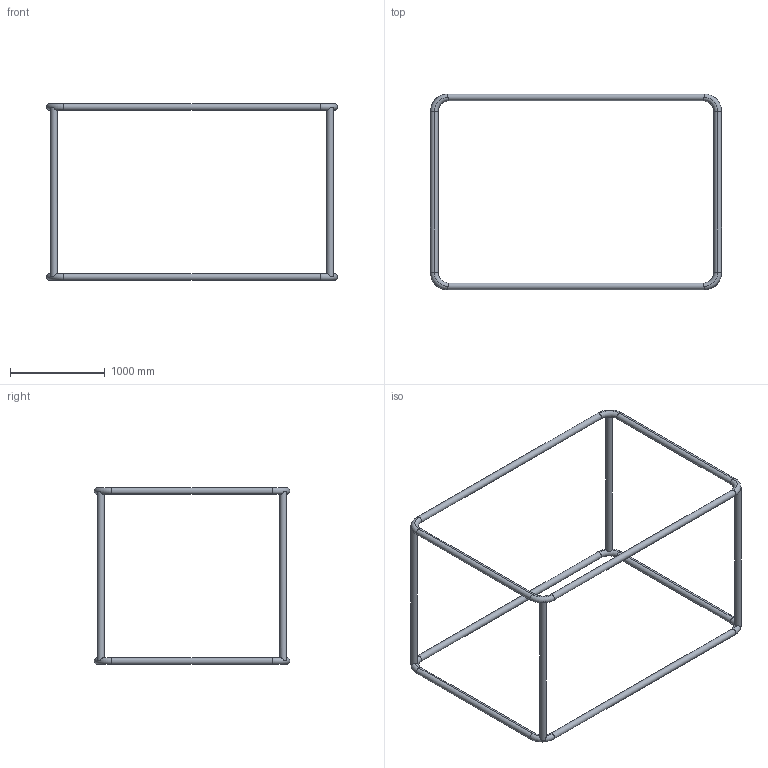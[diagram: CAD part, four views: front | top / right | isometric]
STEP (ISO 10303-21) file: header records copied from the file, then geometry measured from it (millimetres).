
FILE_DESCRIPTION(/* description */ (''),/* implementation_level */ '2;1');
FILE_NAME(/* name */ 'RectangularFrame.stp',/* time_stamp */ '2024-08-26T14:57:23+02:00',/* author */ ('1863498'),/* organization */ (''),/* preprocessor_version */ 'ST-DEVELOPER v18.1',/* originating_system */ 'Autodesk Inventor 2020',/* authorisation */ '');
FILE_SCHEMA (('AUTOMOTIVE_DESIGN { 1 0 10303 214 3 1 1 }'));
Length unit declared in the file: metre
Products named in the file (1): RectangularFrame
Bounding box: 3080.11 x 2069.35 x 1870 mm (x, y, z)
Volume: 107644812.5 mm3; surface area: 5959010.9 mm2
Topology: 1 solids, 1 shells, 40 faces, 144 edges, 96 vertices
Faces by surface type: torus 16, cylinder 16, plane 8
Full cylindrical faces by diameter (mm): 70 x8
Entity records: 2081 total; most frequent: CARTESIAN_POINT 881, ORIENTED_EDGE 288, DIRECTION 210, EDGE_CURVE 144, AXIS2_PLACEMENT_3D 97, VERTEX_POINT 96, B_SPLINE_CURVE_WITH_KNOTS 72, CIRCLE 56
